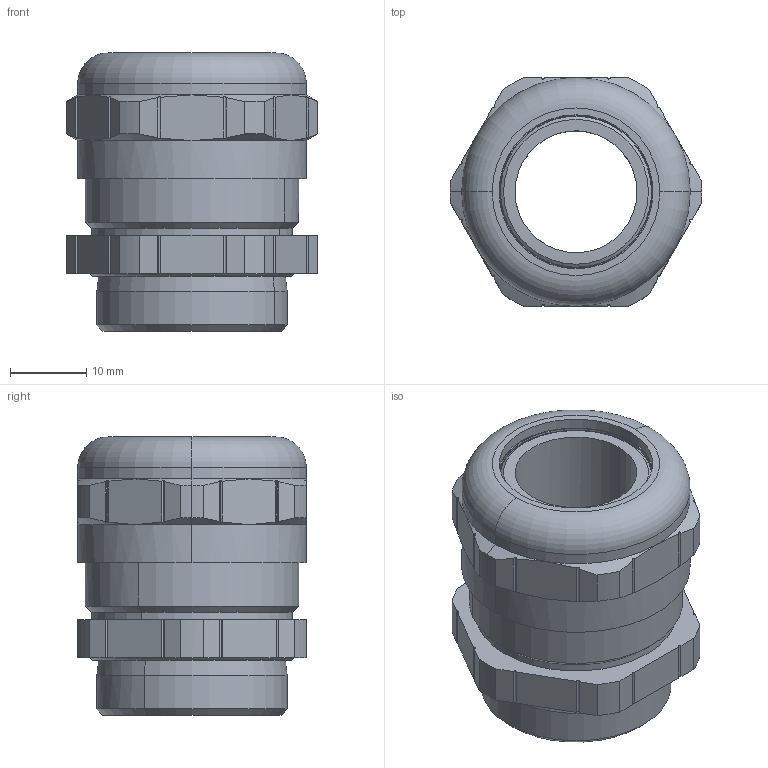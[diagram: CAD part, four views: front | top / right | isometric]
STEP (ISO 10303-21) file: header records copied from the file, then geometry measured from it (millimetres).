
FILE_DESCRIPTION(('CATIA V5 STEP','CAx-IF Rec.Pracs.--- Model Styling and Organization---1.4--- 2014-01-23'),'2;1');
FILE_NAME ('13129051_5', '2022-08-24T09:48:52+00:00', ('none'), ('Weidmueller'), 'CATIA Version 5-6 Release 2016 SP3 HF44', 'CATIA V5 STEP AP214', 'none');
FILE_SCHEMA(('AUTOMOTIVE_DESIGN { 1 0 10303 214 1 1 1 1 }'));
Length unit declared in the file: millimetre
Products named in the file (1): 1193600000
Bounding box: 33 x 30 x 36.5 mm (x, y, z)
Volume: 12867.9 mm3; surface area: 10557.5 mm2
Topology: 2 solids, 4 shells, 203 faces, 512 edges, 324 vertices
Faces by surface type: cylinder 80, plane 51, cone 42, torus 28, bspline 2
Entity records: 7103 total; most frequent: CARTESIAN_POINT 2484, ORIENTED_EDGE 1024, DIRECTION 785, EDGE_CURVE 512, AXIS2_PLACEMENT_3D 399, VERTEX_POINT 324, EDGE_LOOP 218, ADVANCED_FACE 203
